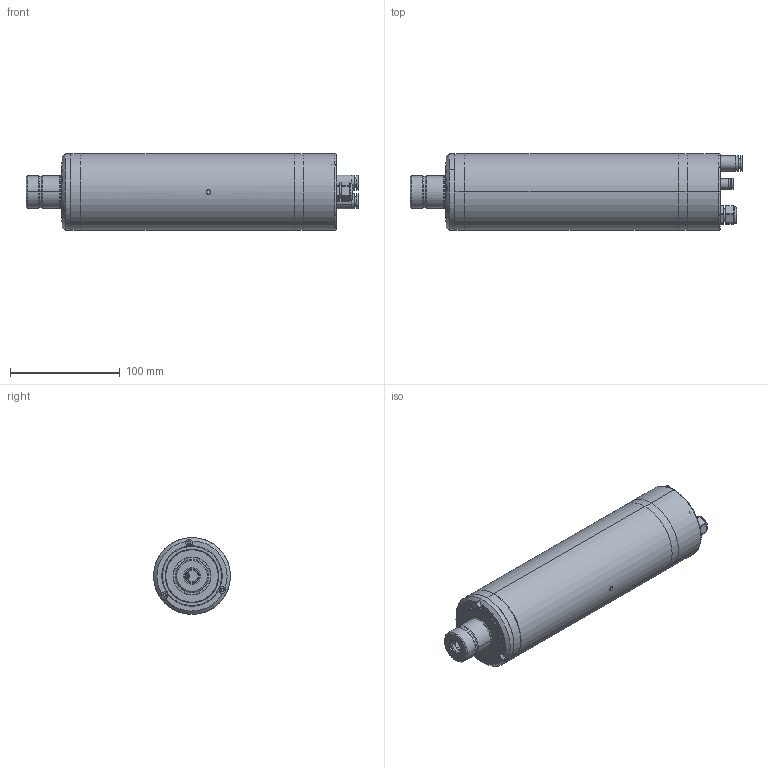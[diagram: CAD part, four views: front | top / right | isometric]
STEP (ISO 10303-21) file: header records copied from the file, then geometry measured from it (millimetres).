
FILE_DESCRIPTION (( 'STEP AP203' ), '1' );
FILE_NAME ('湮仱謫翋粣.STEP', '2026-04-10T07:29:32', ( 'Microsoft' ), ( 'Microsoft' ), 'SwSTEP 2.0', 'SolidWorks 2018', '' );
FILE_SCHEMA (( 'CONFIG_CONTROL_DESIGN' ));
Length unit declared in the file: millimetre
Products named in the file (1): 湮仱謫翋粣
Bounding box: 302.8 x 70 x 70 mm (x, y, z)
Surface area: 80015.4 mm2 (no closed solid volume)
Topology: 0 solids, 15 shells, 191 faces, 581 edges, 415 vertices
Faces by surface type: cylinder 98, plane 63, cone 20, torus 10
Entity records: 7312 total; most frequent: CARTESIAN_POINT 1671, DIRECTION 1326, ORIENTED_EDGE 969, EDGE_CURVE 581, AXIS2_PLACEMENT_3D 574, VERTEX_POINT 415, CIRCLE 382, EDGE_LOOP 270
